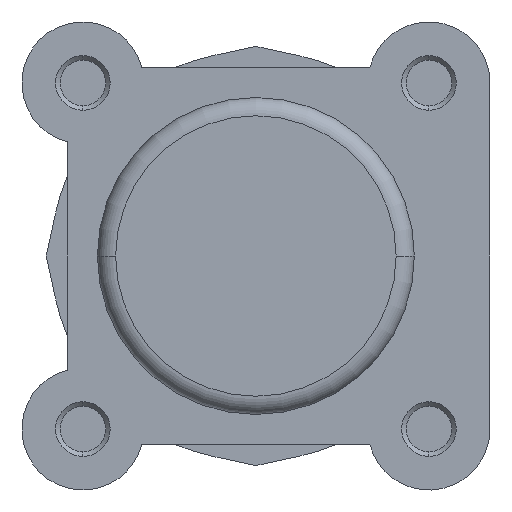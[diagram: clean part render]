
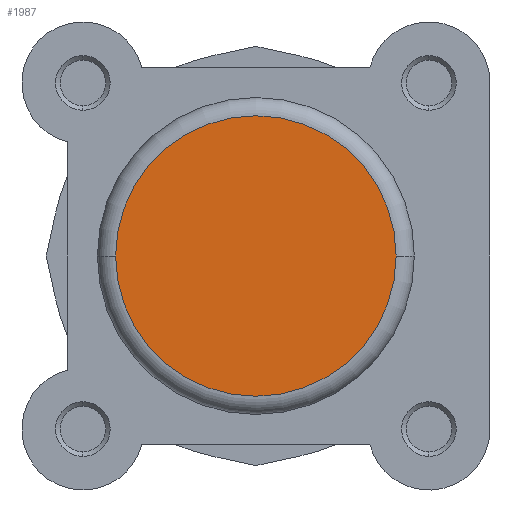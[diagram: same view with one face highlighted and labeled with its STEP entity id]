
A CAD part, left-side view. The second image highlights one B-rep face of the part: STEP entity #1987.
In plain terms, the highlighted planar face has unit normal (-1, 0, 0).
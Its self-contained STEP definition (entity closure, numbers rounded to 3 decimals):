
#1170 = CARTESIAN_POINT ( 'NONE',  ( 0., 0., 0. ) ) ;
#1247 = DIRECTION ( 'NONE',  ( 0., 1., 0. ) ) ;
#1256 = DIRECTION ( 'NONE',  ( 1., 0., 0. ) ) ;
#1304 = PLANE ( 'NONE',  #1662 ) ;
#1662 = AXIS2_PLACEMENT_3D ( 'NONE', #1170, #1256, #1247 ) ;
#1810 = AXIS2_PLACEMENT_3D ( 'NONE', #4093, #4094, #4095 ) ;
#1889 = AXIS2_PLACEMENT_3D ( 'NONE', #4452, #4454, #4455 ) ;
#1987 = ADVANCED_FACE ( 'NONE', ( #2469 ), #1304, .F. ) ;
#2172 = ORIENTED_EDGE ( 'NONE', *, *, #5079, .T. ) ;
#2185 = ORIENTED_EDGE ( 'NONE', *, *, #4937, .T. ) ;
#2288 = CARTESIAN_POINT ( 'NONE',  ( 0., -15.4, 0. ) ) ;
#2469 = FACE_OUTER_BOUND ( 'NONE', #5516, .T. ) ;
#2816 = CIRCLE ( 'NONE', #1810, 15.4 ) ;
#3026 = CIRCLE ( 'NONE', #1889, 15.4 ) ;
#4093 = CARTESIAN_POINT ( 'NONE',  ( 0., 0., 0. ) ) ;
#4094 = DIRECTION ( 'NONE',  ( -1., 0., 0. ) ) ;
#4095 = DIRECTION ( 'NONE',  ( 0., 1., 0. ) ) ;
#4452 = CARTESIAN_POINT ( 'NONE',  ( 0., 0., 0. ) ) ;
#4454 = DIRECTION ( 'NONE',  ( -1., 0., 0. ) ) ;
#4455 = DIRECTION ( 'NONE',  ( 0., 1., 0. ) ) ;
#4753 = CARTESIAN_POINT ( 'NONE',  ( 0., 15.4, 0. ) ) ;
#4937 = EDGE_CURVE ( 'NONE', #5338, #5234, #2816, .T. ) ;
#5079 = EDGE_CURVE ( 'NONE', #5234, #5338, #3026, .T. ) ;
#5234 = VERTEX_POINT ( 'NONE', #4753 ) ;
#5338 = VERTEX_POINT ( 'NONE', #2288 ) ;
#5516 = EDGE_LOOP ( 'NONE', ( #2172, #2185 ) ) ;
